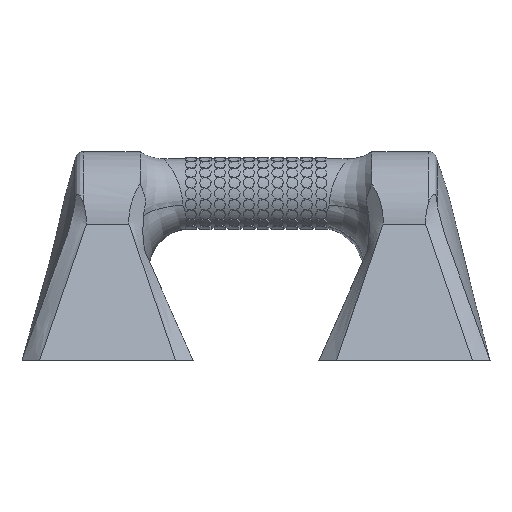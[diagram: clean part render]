
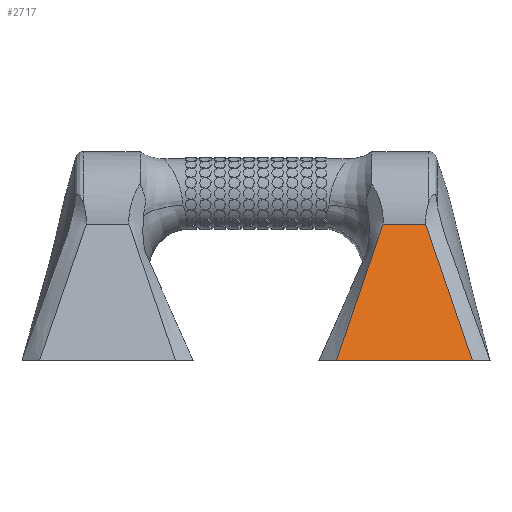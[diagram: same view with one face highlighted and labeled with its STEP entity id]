
A CAD part, left-side view. The second image highlights one B-rep face of the part: STEP entity #2717.
In plain terms, the highlighted free-form (B-spline) face has degree [1, 1] with [2, 2] control points.
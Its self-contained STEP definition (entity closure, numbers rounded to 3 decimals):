
#2717 = ADVANCED_FACE('',(#2718),#2748,.T.);
#2718 = FACE_BOUND('',#2719,.T.);
#2719 = EDGE_LOOP('',(#2720,#2729,#2736,#2743));
#2720 = ORIENTED_EDGE('',*,*,#2721,.T.);
#2721 = EDGE_CURVE('',#2722,#2724,#2726,.T.);
#2722 = VERTEX_POINT('',#2723);
#2723 = CARTESIAN_POINT('',(-96.587,-71.554,
    -193.173));
#2724 = VERTEX_POINT('',#2725);
#2725 = CARTESIAN_POINT('',(-96.587,-192.46,
    -193.173));
#2726 = B_SPLINE_CURVE_WITH_KNOTS('',1,(#2727,#2728),.UNSPECIFIED.,.F.,
  .F.,(2,2),(0.,93.884),.PIECEWISE_BEZIER_KNOTS.);
#2727 = CARTESIAN_POINT('',(-96.587,-71.554,
    -193.173));
#2728 = CARTESIAN_POINT('',(-96.587,-192.46,
    -193.173));
#2729 = ORIENTED_EDGE('',*,*,#2730,.T.);
#2730 = EDGE_CURVE('',#2724,#2731,#2733,.T.);
#2731 = VERTEX_POINT('',#2732);
#2732 = CARTESIAN_POINT('',(-64.391,-150.839,
    -72.118));
#2733 = B_SPLINE_CURVE_WITH_KNOTS('',1,(#2734,#2735),.UNSPECIFIED.,.F.,
  .F.,(2,2),(0.,1.),.PIECEWISE_BEZIER_KNOTS.);
#2734 = CARTESIAN_POINT('',(-96.587,-192.46,
    -193.173));
#2735 = CARTESIAN_POINT('',(-64.391,-150.839,
    -72.118));
#2736 = ORIENTED_EDGE('',*,*,#2737,.T.);
#2737 = EDGE_CURVE('',#2731,#2738,#2740,.T.);
#2738 = VERTEX_POINT('',#2739);
#2739 = CARTESIAN_POINT('',(-64.391,-112.929,
    -72.118));
#2740 = B_SPLINE_CURVE_WITH_KNOTS('',1,(#2741,#2742),.UNSPECIFIED.,.F.,
  .F.,(2,2),(0.,29.437),.PIECEWISE_BEZIER_KNOTS.);
#2741 = CARTESIAN_POINT('',(-64.391,-150.839,
    -72.118));
#2742 = CARTESIAN_POINT('',(-64.391,-112.929,
    -72.118));
#2743 = ORIENTED_EDGE('',*,*,#2744,.T.);
#2744 = EDGE_CURVE('',#2738,#2722,#2745,.T.);
#2745 = B_SPLINE_CURVE_WITH_KNOTS('',1,(#2746,#2747),.UNSPECIFIED.,.F.,
  .F.,(2,2),(0.,1.),.PIECEWISE_BEZIER_KNOTS.);
#2746 = CARTESIAN_POINT('',(-64.391,-112.929,
    -72.118));
#2747 = CARTESIAN_POINT('',(-96.587,-71.554,
    -193.173));
#2748 = B_SPLINE_SURFACE_WITH_KNOTS('',1,1,(
    (#2749,#2750)
    ,(#2751,#2752
    )),.UNSPECIFIED.,.F.,.F.,.F.,(2,2),(2,2),(-164.238,
    -66.97),(-149.446,-55.562),
  .PIECEWISE_BEZIER_KNOTS.);
#2749 = CARTESIAN_POINT('',(-96.587,-192.46,
    -193.173));
#2750 = CARTESIAN_POINT('',(-96.587,-71.554,
    -193.173));
#2751 = CARTESIAN_POINT('',(-64.391,-192.46,
    -72.118));
#2752 = CARTESIAN_POINT('',(-64.391,-71.554,
    -72.118));
